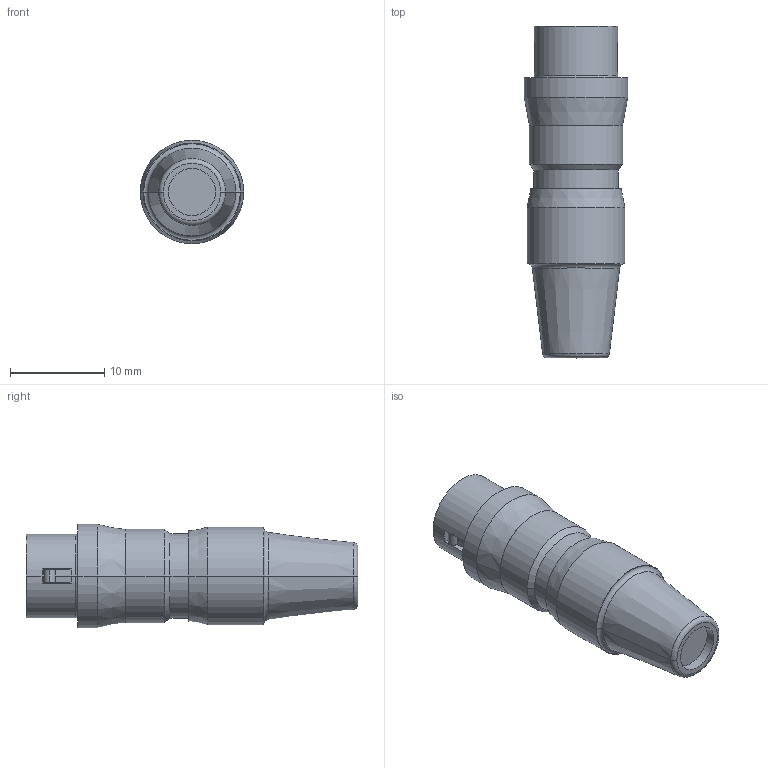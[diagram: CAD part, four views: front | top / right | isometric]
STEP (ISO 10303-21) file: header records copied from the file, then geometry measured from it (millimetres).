
FILE_DESCRIPTION(('CoCreate Modeling STEP Export'),'2;1');
FILE_NAME('HR10A-7J-6S.stp','2011-03-09T11:30:57',(''),(''),'CoCreate Modeling STEP processor for AP214 (Solid Model)','CoCreate Modeling 17.0 01-Apr-2010 (C) Parametric Technology GmbH','');
FILE_SCHEMA(('AUTOMOTIVE_DESIGN { 1 0 10303 214 1 1 1 1 }'));
Length unit declared in the file: millimetre
Products named in the file (1): HR10A-7J-6S
Bounding box: 11 x 35.3 x 11 mm (x, y, z)
Volume: 2341.1 mm3; surface area: 1530.7 mm2
Topology: 1 solids, 1 shells, 125 faces, 325 edges, 206 vertices
Faces by surface type: cylinder 56, plane 46, cone 17, torus 6
Entity records: 3393 total; most frequent: CARTESIAN_POINT 768, ORIENTED_EDGE 650, DIRECTION 418, EDGE_CURVE 325, VERTEX_POINT 206, VECTOR 148, LINE 148, EDGE_LOOP 137
